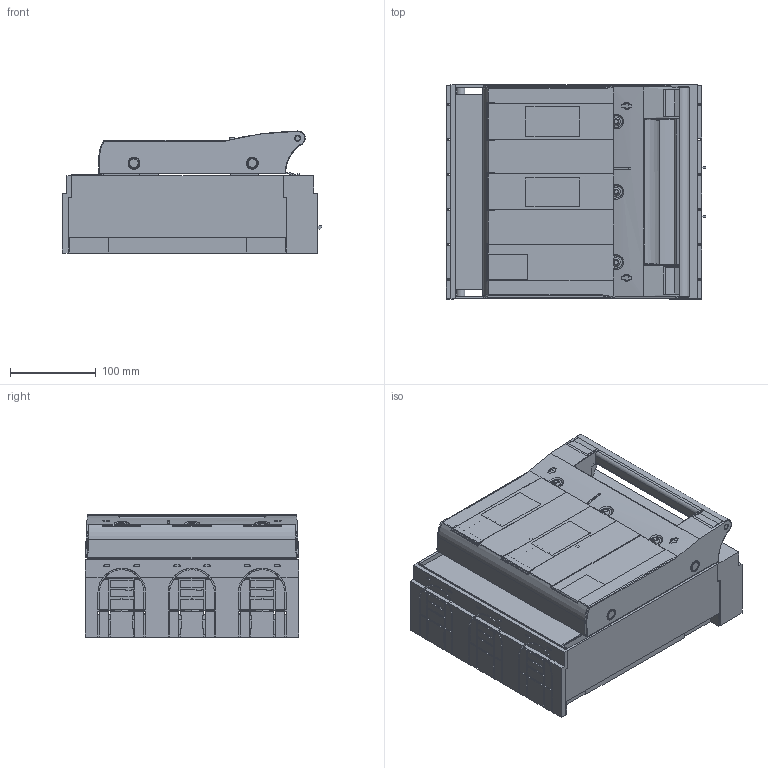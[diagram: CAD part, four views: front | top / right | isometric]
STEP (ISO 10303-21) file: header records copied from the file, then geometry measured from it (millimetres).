
FILE_DESCRIPTION(('FreeCAD Model'),'2;1');
FILE_NAME('Open CASCADE Shape Model','2025-07-14T11:52:43',(''),(''), 'Open CASCADE STEP processor 7.8','FreeCAD','Unknown');
FILE_SCHEMA(('AUTOMOTIVE_DESIGN { 1 0 10303 214 1 1 1 1 }'));
Length unit declared in the file: millimetre
Products named in the file (50): T300113000_L_NH-Sich-Lasttrennschalter KETO-3-3/F; 34206_L01_Frontplatte Gr3_3-polig; 34246_L_Schutzabdeckung oben Gr3_3-polig022; 34246_L_Schutzabdeckung oben Gr3_3-polig; 34246_L_Schutzabdeckung oben Gr3_3-polig001; 34246_L_Schutzabdeckung oben Gr3_3-polig002; 34246_L_Schutzabdeckung oben Gr3_3-polig003; 34246_L_Schutzabdeckung oben Gr3_3-polig004; 34246_L_Schutzabdeckung oben Gr3_3-polig005; 34246_L_Schutzabdeckung oben Gr3_3-polig006; 34246_L_Schutzabdeckung oben Gr3_3-polig007; 34246_L_Schutzabdeckung oben Gr3_3-polig008; 34246_L_Schutzabdeckung oben Gr3_3-polig009; 34246_L_Schutzabdeckung oben Gr3_3-polig010; 34246_L_Schutzabdeckung oben Gr3_3-polig011; 34246_L_Schutzabdeckung oben Gr3_3-polig012; 34246_L_Schutzabdeckung oben Gr3_3-polig013; 34246_L_Schutzabdeckung oben Gr3_3-polig014; 34246_L_Schutzabdeckung oben Gr3_3-polig015; 34246_L_Schutzabdeckung oben Gr3_3-polig016; 34246_L_Schutzabdeckung oben Gr3_3-polig017; 34246_L_Schutzabdeckung oben Gr3_3-polig018; 34246_L_Schutzabdeckung oben Gr3_3-polig019; 34246_L_Schutzabdeckung oben Gr3_3-polig020; 34246_L_Schutzabdeckung oben Gr3_3-polig021; 34247_L_Schutzabdeckung unten Gr3_3-polig019; 34247_L_Schutzabdeckung unten Gr3_3-polig; 34247_L_Schutzabdeckung unten Gr3_3-polig001; 34247_L_Schutzabdeckung unten Gr3_3-polig002; 34247_L_Schutzabdeckung unten Gr3_3-polig003; 34247_L_Schutzabdeckung unten Gr3_3-polig004; 34247_L_Schutzabdeckung unten Gr3_3-polig005; 34247_L_Schutzabdeckung unten Gr3_3-polig006; 34247_L_Schutzabdeckung unten Gr3_3-polig007; 34247_L_Schutzabdeckung unten Gr3_3-polig008; 34247_L_Schutzabdeckung unten Gr3_3-polig009; 34247_L_Schutzabdeckung unten Gr3_3-polig010; 34247_L_Schutzabdeckung unten Gr3_3-polig011; 34247_L_Schutzabdeckung unten Gr3_3-polig012; 34247_L_Schutzabdeckung unten Gr3_3-polig013 ...
Assembly tree (65 placements, depth 3):
  T300113000_L_NH-Sich-Lasttrennschalter KETO-3-3/F
    34206_L01_Frontplatte Gr3_3-polig
    34246_L_Schutzabdeckung oben Gr3_3-polig022
      34246_L_Schutzabdeckung oben Gr3_3-polig
      34246_L_Schutzabdeckung oben Gr3_3-polig001
      34246_L_Schutzabdeckung oben Gr3_3-polig002
      34246_L_Schutzabdeckung oben Gr3_3-polig003
      34246_L_Schutzabdeckung oben Gr3_3-polig004
      34246_L_Schutzabdeckung oben Gr3_3-polig005
      34246_L_Schutzabdeckung oben Gr3_3-polig006
      34246_L_Schutzabdeckung oben Gr3_3-polig007
      34246_L_Schutzabdeckung oben Gr3_3-polig008
      34246_L_Schutzabdeckung oben Gr3_3-polig009
      34246_L_Schutzabdeckung oben Gr3_3-polig010
      34246_L_Schutzabdeckung oben Gr3_3-polig011
      34246_L_Schutzabdeckung oben Gr3_3-polig012
      34246_L_Schutzabdeckung oben Gr3_3-polig013
      34246_L_Schutzabdeckung oben Gr3_3-polig014
      34246_L_Schutzabdeckung oben Gr3_3-polig015
      34246_L_Schutzabdeckung oben Gr3_3-polig016
      34246_L_Schutzabdeckung oben Gr3_3-polig017
      34246_L_Schutzabdeckung oben Gr3_3-polig018
      34246_L_Schutzabdeckung oben Gr3_3-polig019
      34246_L_Schutzabdeckung oben Gr3_3-polig020
      34246_L_Schutzabdeckung oben Gr3_3-polig021
    34247_L_Schutzabdeckung unten Gr3_3-polig019
      34247_L_Schutzabdeckung unten Gr3_3-polig
      34247_L_Schutzabdeckung unten Gr3_3-polig001
      34247_L_Schutzabdeckung unten Gr3_3-polig002
      34247_L_Schutzabdeckung unten Gr3_3-polig003
      34247_L_Schutzabdeckung unten Gr3_3-polig004
      34247_L_Schutzabdeckung unten Gr3_3-polig005
      34247_L_Schutzabdeckung unten Gr3_3-polig006
      34247_L_Schutzabdeckung unten Gr3_3-polig007
      34247_L_Schutzabdeckung unten Gr3_3-polig008
      34247_L_Schutzabdeckung unten Gr3_3-polig009
      34247_L_Schutzabdeckung unten Gr3_3-polig010
      34247_L_Schutzabdeckung unten Gr3_3-polig011
      34247_L_Schutzabdeckung unten Gr3_3-polig012
      34247_L_Schutzabdeckung unten Gr3_3-polig013
      34247_L_Schutzabdeckung unten Gr3_3-polig014
      34247_L_Schutzabdeckung unten Gr3_3-polig015
      34247_L_Schutzabdeckung unten Gr3_3-polig016
      34247_L_Schutzabdeckung unten Gr3_3-polig017
      34247_L_Schutzabdeckung unten Gr3_3-polig018
    34245_L01_Gehaeuse
    34208_L_Scheibe Gr.1  x2
    65746_Sechskantschraube M10x25  x6
    66903_Spannscheibe DIN6796 -10  x6
    158641-01_L_Anschlusslasche Gr3-KETO  x6
Bounding box: 302.45 x 249.5 x 142.46 mm (x, y, z)
Volume: 3034207.7 mm3; surface area: 925153.9 mm2
Topology: 63 solids, 70 shells, 2054 faces, 5683 edges, 3770 vertices
Faces by surface type: plane 1432, cylinder 255, bspline 159, cone 105, extrusion 47, torus 28, sphere 22, revolution 6
Entity records: 67996 total; most frequent: CARTESIAN_POINT 22626, ORIENTED_EDGE 9952, DIRECTION 7548, EDGE_CURVE 4976, VECTOR 3556, LINE 3509, VERTEX_POINT 3322, AXIS2_PLACEMENT_3D 1993
